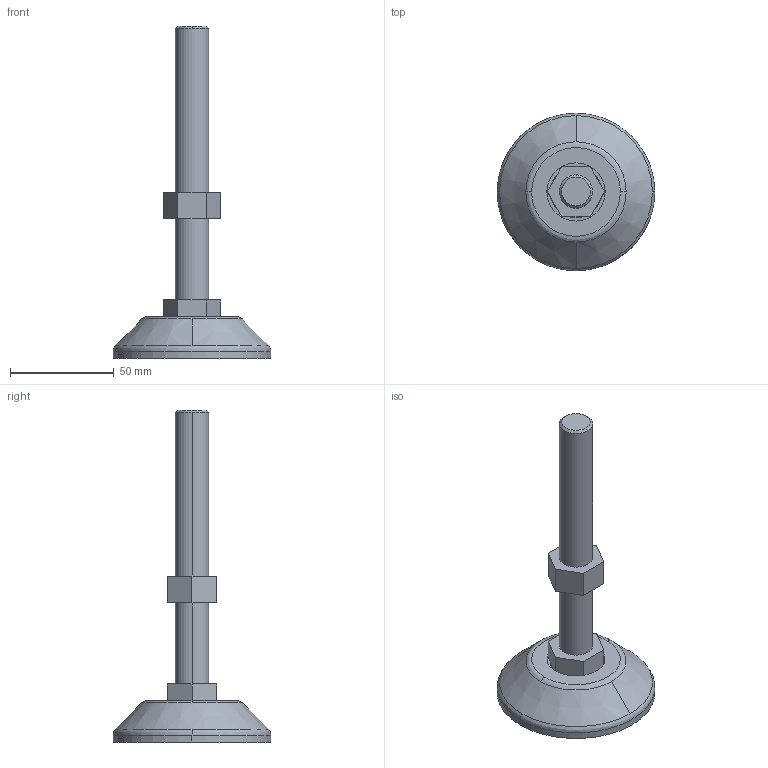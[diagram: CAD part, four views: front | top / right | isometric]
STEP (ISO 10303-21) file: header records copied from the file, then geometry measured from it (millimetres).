
FILE_DESCRIPTION (( 'STEP AP214' ), '1' );
FILE_NAME ('74108004', '2019-02-01T14:32:50', ( '' ), ('JUGARD+KÜNSTNER GmbH'), 'SwSTEP 2.0', 'SolidWorks 2017', '' );
FILE_SCHEMA (( 'AUTOMOTIVE_DESIGN' ));
Length unit declared in the file: millimetre
Products named in the file (1): 74108004_CNAJF00
Bounding box: 76 x 76 x 160 mm (x, y, z)
Volume: 101366.5 mm3; surface area: 20137.9 mm2
Topology: 1 solids, 1 shells, 43 faces, 104 edges, 68 vertices
Faces by surface type: plane 25, cylinder 8, cone 6, bspline 4
Entity records: 1488 total; most frequent: CARTESIAN_POINT 318, DIRECTION 210, ORIENTED_EDGE 208, EDGE_CURVE 104, AXIS2_PLACEMENT_3D 80, VERTEX_POINT 68, VECTOR 50, LINE 50
